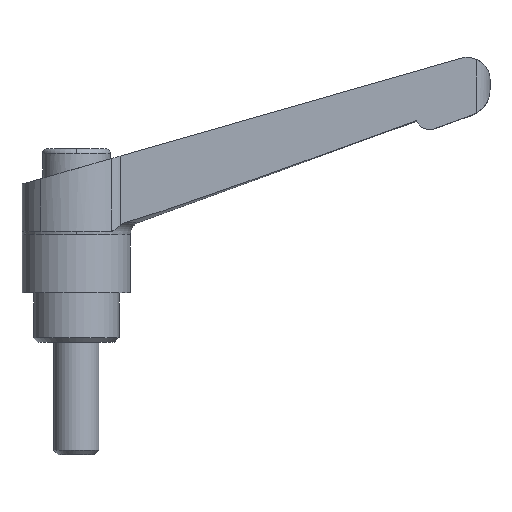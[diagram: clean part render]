
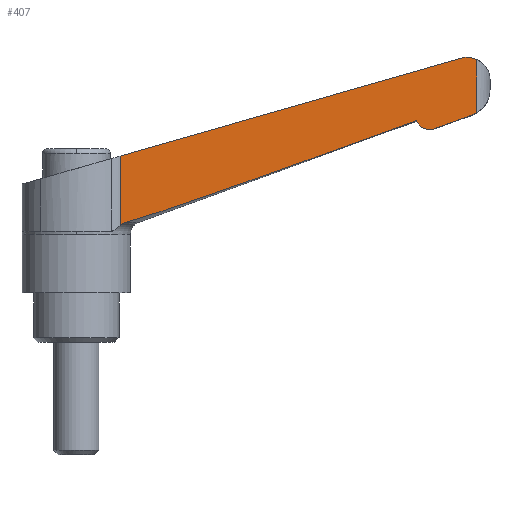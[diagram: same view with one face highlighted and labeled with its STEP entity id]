
A CAD part, top view. The second image highlights one B-rep face of the part: STEP entity #407.
In plain terms, the highlighted planar face has unit normal (0.035, 0, 0.999).
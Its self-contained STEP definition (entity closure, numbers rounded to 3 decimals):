
#271 = VERTEX_POINT( '', #760 );
#273 = VERTEX_POINT( '', #762 );
#291 = EDGE_CURVE( '', #621, #273, #782, .T. );
#385 = VERTEX_POINT( '', #885 );
#407 = ADVANCED_FACE( '', ( #908 ), #909, .F. );
#445 = EDGE_CURVE( '', #271, #725, #948, .T. );
#459 = VERTEX_POINT( '', #964 );
#467 = EDGE_CURVE( '', #459, #487, #973, .T. );
#487 = VERTEX_POINT( '', #994 );
#511 = EDGE_CURVE( '', #273, #533, #1021, .T. );
#515 = EDGE_CURVE( '', #271, #487, #1026, .T. );
#517 = EDGE_CURVE( '', #567, #621, #1028, .T. );
#533 = VERTEX_POINT( '', #1046 );
#535 = EDGE_CURVE( '', #533, #385, #1048, .T. );
#567 = VERTEX_POINT( '', #1082 );
#613 = EDGE_CURVE( '', #385, #725, #1132, .T. );
#621 = VERTEX_POINT( '', #1140 );
#653 = EDGE_CURVE( '', #459, #567, #1176, .T. );
#725 = VERTEX_POINT( '', #1260 );
#760 = CARTESIAN_POINT( '', ( 86.144, 63.321, 5.793 ) );
#762 = CARTESIAN_POINT( '', ( 75.749, 49.294, 6.156 ) );
#782 = B_SPLINE_CURVE_WITH_KNOTS( '', 3, ( #1336, #1337, #1338, #1339, #1340, #1341, #1342, #1343, #1344, #1345, #1346, #1347, #1348, #1349, #1350, #1351, #1352, #1353, #1354, #1355 ), .UNSPECIFIED., .F., .F., ( 4, 2, 2, 2, 2, 2, 2, 2, 2, 4 ), ( 3.468, 3.897, 4.456, 5.016, 5.576, 6.135, 6.693, 7.249, 7.805, 7.931 ), .UNSPECIFIED. );
#885 = CARTESIAN_POINT( '', ( 9.729, 26.036, 8.461 ) );
#908 = FACE_OUTER_BOUND( '', #1590, .T. );
#909 = PLANE( '', #1591 );
#948 = LINE( '', #1662, #1663 );
#964 = CARTESIAN_POINT( '', ( 89.079, 51.09, 5.69 ) );
#973 = LINE( '', #1693, #1694 );
#994 = CARTESIAN_POINT( '', ( 89.079, 62.824, 5.69 ) );
#1021 = ( B_SPLINE_CURVE( 2, ( #1771, #1772, #1773 ), .UNSPECIFIED., .F., .F. )B_SPLINE_CURVE_WITH_KNOTS( ( 3, 3 ), ( 0., 68.465 ), .UNSPECIFIED. )RATIONAL_B_SPLINE_CURVE( ( 1., 1.437, 1. ) )BOUNDED_CURVE(  )REPRESENTATION_ITEM( '' )GEOMETRIC_REPRESENTATION_ITEM(  )CURVE(  ) );
#1026 = B_SPLINE_CURVE_WITH_KNOTS( '', 3, ( #1785, #1786, #1787, #1788, #1789, #1790, #1791, #1792, #1793, #1794, #1795, #1796 ), .UNSPECIFIED., .F., .F., ( 4, 2, 2, 2, 2, 4 ), ( 20.959, 21.341, 22.273, 23.205, 24.136, 24.506 ), .UNSPECIFIED. );
#1028 = ( B_SPLINE_CURVE( 2, ( #1800, #1801, #1802 ), .UNSPECIFIED., .F., .F. )B_SPLINE_CURVE_WITH_KNOTS( ( 3, 3 ), ( 0., 8.776 ), .UNSPECIFIED. )RATIONAL_B_SPLINE_CURVE( ( 1., 1.001, 1. ) )BOUNDED_CURVE(  )REPRESENTATION_ITEM( '' )GEOMETRIC_REPRESENTATION_ITEM(  )CURVE(  ) );
#1046 = CARTESIAN_POINT( '', ( 11.158, 26.718, 8.411 ) );
#1048 = B_SPLINE_CURVE_WITH_KNOTS( '', 3, ( #1832, #1833, #1834, #1835, #1836, #1837, #1838, #1839 ), .UNSPECIFIED., .F., .F., ( 4, 2, 2, 4 ), ( 6.098, 6.378, 7.098, 7.598 ), .UNSPECIFIED. );
#1082 = CARTESIAN_POINT( '', ( 87.864, 50.488, 5.732 ) );
#1132 = LINE( '', #1959, #1960 );
#1140 = CARTESIAN_POINT( '', ( 79.617, 47.501, 6.02 ) );
#1176 = B_SPLINE_CURVE_WITH_KNOTS( '', 3, ( #2030, #2031, #2032, #2033, #2034, #2035, #2036, #2037 ), .UNSPECIFIED., .F., .F., ( 4, 2, 2, 4 ), ( 5.64, 6.114, 6.671, 6.934 ), .UNSPECIFIED. );
#1260 = CARTESIAN_POINT( '', ( 9.729, 41.408, 8.461 ) );
#1336 = CARTESIAN_POINT( '', ( 79.617, 47.501, 6.02 ) );
#1337 = CARTESIAN_POINT( '', ( 79.478, 47.451, 6.025 ) );
#1338 = CARTESIAN_POINT( '', ( 79.327, 47.408, 6.031 ) );
#1339 = CARTESIAN_POINT( '', ( 78.975, 47.338, 6.043 ) );
#1340 = CARTESIAN_POINT( '', ( 78.772, 47.32, 6.05 ) );
#1341 = CARTESIAN_POINT( '', ( 78.398, 47.32, 6.063 ) );
#1342 = CARTESIAN_POINT( '', ( 78.195, 47.338, 6.07 ) );
#1343 = CARTESIAN_POINT( '', ( 77.796, 47.418, 6.084 ) );
#1344 = CARTESIAN_POINT( '', ( 77.6, 47.478, 6.091 ) );
#1345 = CARTESIAN_POINT( '', ( 77.256, 47.621, 6.103 ) );
#1346 = CARTESIAN_POINT( '', ( 77.075, 47.715, 6.109 ) );
#1347 = CARTESIAN_POINT( '', ( 76.737, 47.94, 6.121 ) );
#1348 = CARTESIAN_POINT( '', ( 76.58, 48.07, 6.126 ) );
#1349 = CARTESIAN_POINT( '', ( 76.317, 48.332, 6.136 ) );
#1350 = CARTESIAN_POINT( '', ( 76.187, 48.488, 6.14 ) );
#1351 = CARTESIAN_POINT( '', ( 75.962, 48.824, 6.148 ) );
#1352 = CARTESIAN_POINT( '', ( 75.867, 49.004, 6.151 ) );
#1353 = CARTESIAN_POINT( '', ( 75.78, 49.213, 6.154 ) );
#1354 = CARTESIAN_POINT( '', ( 75.764, 49.253, 6.155 ) );
#1355 = CARTESIAN_POINT( '', ( 75.749, 49.294, 6.156 ) );
#1590 = EDGE_LOOP( '', ( #2365, #2366, #2367, #2368, #2369, #2370, #2371, #2372, #2373 ) );
#1591 = AXIS2_PLACEMENT_3D( '', #2374, #2375, #2376 );
#1662 = CARTESIAN_POINT( '', ( -7.353, 36.509, 9.057 ) );
#1663 = VECTOR( '', #2404, 1. );
#1693 = CARTESIAN_POINT( '', ( 89.079, 0., 5.69 ) );
#1694 = VECTOR( '', #2444, 1. );
#1771 = CARTESIAN_POINT( '', ( 75.749, 49.294, 6.156 ) );
#1772 = CARTESIAN_POINT( '', ( 21.189, 29.557, 8.061 ) );
#1773 = CARTESIAN_POINT( '', ( 11.158, 26.718, 8.411 ) );
#1785 = CARTESIAN_POINT( '', ( 85.423, 63.171, 5.818 ) );
#1786 = CARTESIAN_POINT( '', ( 85.555, 63.209, 5.813 ) );
#1787 = CARTESIAN_POINT( '', ( 85.69, 63.241, 5.808 ) );
#1788 = CARTESIAN_POINT( '', ( 86.158, 63.334, 5.792 ) );
#1789 = CARTESIAN_POINT( '', ( 86.497, 63.365, 5.78 ) );
#1790 = CARTESIAN_POINT( '', ( 87.118, 63.365, 5.759 ) );
#1791 = CARTESIAN_POINT( '', ( 87.457, 63.334, 5.747 ) );
#1792 = CARTESIAN_POINT( '', ( 88.121, 63.203, 5.723 ) );
#1793 = CARTESIAN_POINT( '', ( 88.446, 63.101, 5.712 ) );
#1794 = CARTESIAN_POINT( '', ( 88.847, 62.936, 5.698 ) );
#1795 = CARTESIAN_POINT( '', ( 88.963, 62.883, 5.694 ) );
#1796 = CARTESIAN_POINT( '', ( 89.079, 62.824, 5.69 ) );
#1800 = CARTESIAN_POINT( '', ( 87.864, 50.488, 5.732 ) );
#1801 = CARTESIAN_POINT( '', ( 83.539, 48.921, 5.883 ) );
#1802 = CARTESIAN_POINT( '', ( 79.617, 47.501, 6.02 ) );
#1832 = CARTESIAN_POINT( '', ( 11.158, 26.718, 8.411 ) );
#1833 = CARTESIAN_POINT( '', ( 11.063, 26.692, 8.414 ) );
#1834 = CARTESIAN_POINT( '', ( 10.971, 26.663, 8.418 ) );
#1835 = CARTESIAN_POINT( '', ( 10.657, 26.553, 8.429 ) );
#1836 = CARTESIAN_POINT( '', ( 10.415, 26.448, 8.437 ) );
#1837 = CARTESIAN_POINT( '', ( 10.025, 26.236, 8.451 ) );
#1838 = CARTESIAN_POINT( '', ( 9.871, 26.138, 8.456 ) );
#1839 = CARTESIAN_POINT( '', ( 9.729, 26.036, 8.461 ) );
#1959 = CARTESIAN_POINT( '', ( 9.729, 0., 8.461 ) );
#1960 = VECTOR( '', #2608, 1. );
#2030 = CARTESIAN_POINT( '', ( 89.079, 51.09, 5.69 ) );
#2031 = CARTESIAN_POINT( '', ( 88.934, 50.997, 5.695 ) );
#2032 = CARTESIAN_POINT( '', ( 88.786, 50.91, 5.7 ) );
#2033 = CARTESIAN_POINT( '', ( 88.462, 50.738, 5.712 ) );
#2034 = CARTESIAN_POINT( '', ( 88.285, 50.656, 5.718 ) );
#2035 = CARTESIAN_POINT( '', ( 88.033, 50.551, 5.727 ) );
#2036 = CARTESIAN_POINT( '', ( 87.95, 50.519, 5.729 ) );
#2037 = CARTESIAN_POINT( '', ( 87.864, 50.488, 5.732 ) );
#2365 = ORIENTED_EDGE( '', *, *, #445, .T. );
#2366 = ORIENTED_EDGE( '', *, *, #613, .F. );
#2367 = ORIENTED_EDGE( '', *, *, #535, .F. );
#2368 = ORIENTED_EDGE( '', *, *, #511, .F. );
#2369 = ORIENTED_EDGE( '', *, *, #291, .F. );
#2370 = ORIENTED_EDGE( '', *, *, #517, .F. );
#2371 = ORIENTED_EDGE( '', *, *, #653, .F. );
#2372 = ORIENTED_EDGE( '', *, *, #467, .T. );
#2373 = ORIENTED_EDGE( '', *, *, #515, .F. );
#2374 = CARTESIAN_POINT( '', ( 9.729, 0., 8.461 ) );
#2375 = DIRECTION( '', ( -0.035, 0., -0.999 ) );
#2376 = DIRECTION( '', ( -0.999, 0., 0.035 ) );
#2404 = DIRECTION( '', ( -0.961, -0.275, 0.034 ) );
#2444 = DIRECTION( '', ( 0., 1., 0. ) );
#2608 = DIRECTION( '', ( 0., 1., 0. ) );
